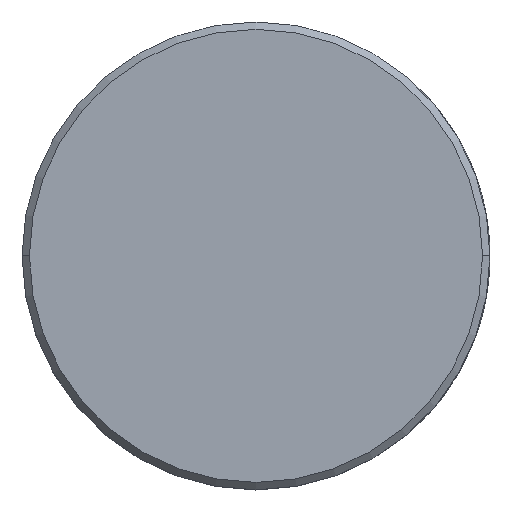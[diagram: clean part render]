
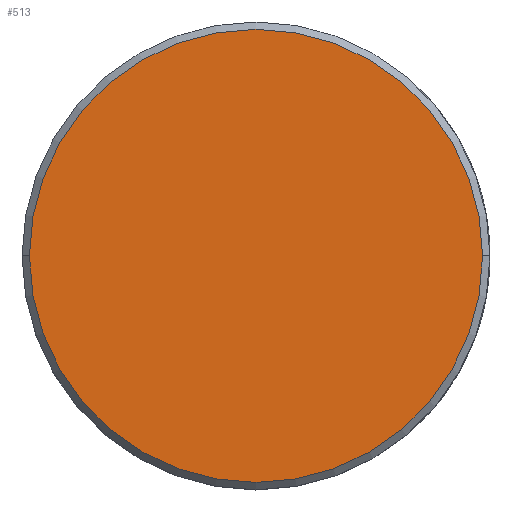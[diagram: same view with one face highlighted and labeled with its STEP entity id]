
A CAD part, top view. The second image highlights one B-rep face of the part: STEP entity #513.
In plain terms, the highlighted planar face has unit normal (0, 0, 1).
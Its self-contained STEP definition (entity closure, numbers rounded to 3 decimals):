
#73 = AXIS2_PLACEMENT_3D ( 'NONE', #141, #1613, #378 ) ;
#141 = CARTESIAN_POINT ( 'NONE',  ( 0., 0., 1.6 ) ) ;
#178 = CIRCLE ( 'NONE', #73, 6.15 ) ;
#362 = EDGE_CURVE ( 'NONE', #1032, #1053, #178, .T. ) ;
#378 = DIRECTION ( 'NONE',  ( 1., 0., 0. ) ) ;
#513 = ADVANCED_FACE ( 'NONE', ( #1649 ), #2424, .T. ) ;
#583 = ORIENTED_EDGE ( 'NONE', *, *, #1352, .T. ) ;
#594 = CARTESIAN_POINT ( 'NONE',  ( -6.15, 0., 1.6 ) ) ;
#656 = ORIENTED_EDGE ( 'NONE', *, *, #362, .T. ) ;
#1032 = VERTEX_POINT ( 'NONE', #594 ) ;
#1053 = VERTEX_POINT ( 'NONE', #1266 ) ;
#1086 = DIRECTION ( 'NONE',  ( 0., 0., 1. ) ) ;
#1189 = DIRECTION ( 'NONE',  ( 0., 0., 1. ) ) ;
#1266 = CARTESIAN_POINT ( 'NONE',  ( 6.15, 0., 1.6 ) ) ;
#1349 = AXIS2_PLACEMENT_3D ( 'NONE', #2317, #1086, #2546 ) ;
#1352 = EDGE_CURVE ( 'NONE', #1053, #1032, #1680, .T. ) ;
#1360 = AXIS2_PLACEMENT_3D ( 'NONE', #1789, #1189, #2655 ) ;
#1613 = DIRECTION ( 'NONE',  ( 0., 0., 1. ) ) ;
#1649 = FACE_OUTER_BOUND ( 'NONE', #1917, .T. ) ;
#1680 = CIRCLE ( 'NONE', #1349, 6.15 ) ;
#1789 = CARTESIAN_POINT ( 'NONE',  ( 0., 0., 1.6 ) ) ;
#1917 = EDGE_LOOP ( 'NONE', ( #656, #583 ) ) ;
#2317 = CARTESIAN_POINT ( 'NONE',  ( 0., 0., 1.6 ) ) ;
#2424 = PLANE ( 'NONE',  #1360 ) ;
#2546 = DIRECTION ( 'NONE',  ( 1., 0., 0. ) ) ;
#2655 = DIRECTION ( 'NONE',  ( 1., 0., 0. ) ) ;
